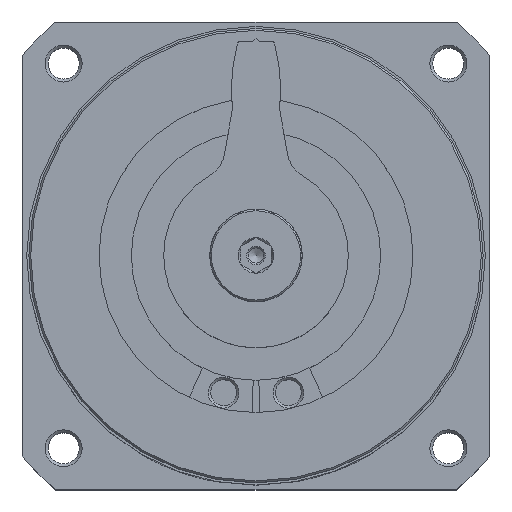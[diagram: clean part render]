
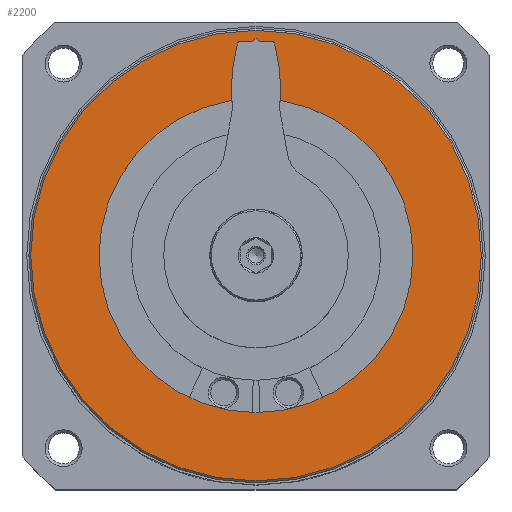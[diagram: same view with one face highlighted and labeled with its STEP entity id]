
A CAD part, top view. The second image highlights one B-rep face of the part: STEP entity #2200.
In plain terms, the highlighted face is planar.
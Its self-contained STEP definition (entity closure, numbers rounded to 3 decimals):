
#470=ORIENTED_EDGE('',*,*,#971,.F.);
#471=ORIENTED_EDGE('',*,*,#972,.T.);
#971=EDGE_CURVE('',#1232,#1232,#1442,.T.);
#972=EDGE_CURVE('',#1233,#1233,#1443,.T.);
#1232=VERTEX_POINT('',#3612);
#1233=VERTEX_POINT('',#3614);
#1442=CIRCLE('',#2439,73.2);
#1443=CIRCLE('',#2440,51.);
#1610=EDGE_LOOP('',(#470));
#1611=EDGE_LOOP('',(#471));
#1887=FACE_BOUND('',#1610,.T.);
#1888=FACE_BOUND('',#1611,.T.);
#2127=PLANE('',#2438);
#2200=ADVANCED_FACE('',(#1887,#1888),#2127,.F.);
#2438=AXIS2_PLACEMENT_3D('',#3610,#2836,#2837);
#2439=AXIS2_PLACEMENT_3D('',#3611,#2838,#2839);
#2440=AXIS2_PLACEMENT_3D('',#3613,#2840,#2841);
#2836=DIRECTION('',(1.,0.,0.));
#2837=DIRECTION('',(0.,0.,-1.));
#2838=DIRECTION('',(1.,0.,0.));
#2839=DIRECTION('',(0.,0.,-1.));
#2840=DIRECTION('',(1.,0.,0.));
#2841=DIRECTION('',(0.,0.,-1.));
#3610=CARTESIAN_POINT('',(-84.,0.,0.));
#3611=CARTESIAN_POINT('',(-84.,0.,0.));
#3612=CARTESIAN_POINT('',(-84.,0.,-73.2));
#3613=CARTESIAN_POINT('',(-84.,0.,0.));
#3614=CARTESIAN_POINT('',(-84.,0.,-51.));
